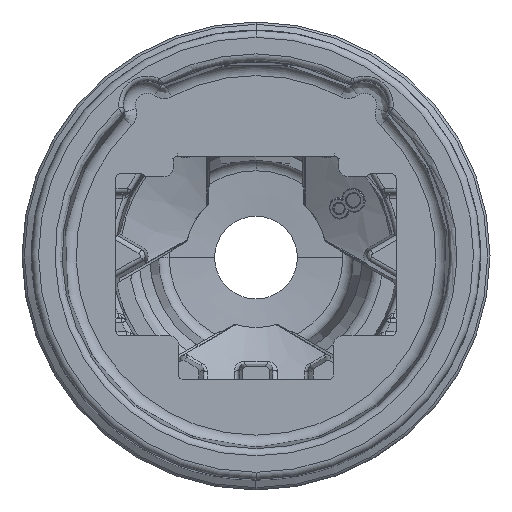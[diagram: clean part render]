
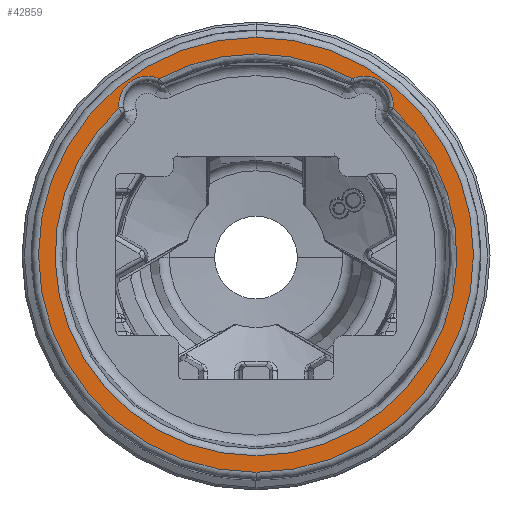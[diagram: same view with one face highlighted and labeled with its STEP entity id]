
A CAD part, top view. The second image highlights one B-rep face of the part: STEP entity #42859.
In plain terms, the highlighted planar face has unit normal (0, 0, 1).
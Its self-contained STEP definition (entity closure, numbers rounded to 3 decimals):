
#29118=CARTESIAN_POINT('',(-5.794,6.216,
0.9));
#29138=CARTESIAN_POINT('',(0.,0.,
0.9));
#29139=DIRECTION('',(0.,0.,-1.));
#29140=DIRECTION('',(0.,1.,0.));
#29141=AXIS2_PLACEMENT_3D('',#29138,#29139,#29140);
#29143=CARTESIAN_POINT('',(0.,0.,
0.9));
#29144=DIRECTION('',(0.,0.,-1.));
#29145=DIRECTION('',(0.,-1.,0.));
#29146=AXIS2_PLACEMENT_3D('',#29143,#29144,#29145);
#29148=CARTESIAN_POINT('',(0.,0.,0.9));
#29149=DIRECTION('',(0.,0.,1.));
#29150=DIRECTION('',(-0.682,0.731,0.));
#29151=AXIS2_PLACEMENT_3D('',#29148,#29149,#29150);
#29153=CARTESIAN_POINT('',(4.603,6.359,0.9));
#29154=DIRECTION('',(0.,0.,1.));
#29155=DIRECTION('',(0.993,-0.119,0.));
#29156=AXIS2_PLACEMENT_3D('',#29153,#29154,#29155);
#29158=CARTESIAN_POINT('',(0.,0.,0.9));
#29159=DIRECTION('',(0.,0.,1.));
#29160=DIRECTION('',(0.482,0.876,0.));
#29161=AXIS2_PLACEMENT_3D('',#29158,#29159,#29160);
#29163=CARTESIAN_POINT('',(-4.603,6.359,0.9));
#29164=DIRECTION('',(0.,0.,1.));
#29165=DIRECTION('',(0.423,0.906,0.));
#29166=AXIS2_PLACEMENT_3D('',#29163,#29164,#29165);
#40340=VERTEX_POINT('',#29118);
#40341=CARTESIAN_POINT('',(-4.095,7.446,0.9));
#40342=VERTEX_POINT('',#40341);
#40344=CARTESIAN_POINT('',(0.,9.2,
0.9));
#40345=CARTESIAN_POINT('',(0.,-9.2,
0.9));
#40346=VERTEX_POINT('',#40344);
#40347=VERTEX_POINT('',#40345);
#40348=CARTESIAN_POINT('',(5.794,6.216,0.9));
#40349=VERTEX_POINT('',#40348);
#40350=CARTESIAN_POINT('',(4.095,7.446,0.9));
#40351=VERTEX_POINT('',#40350);
#42840=CARTESIAN_POINT('',(0.,0.,0.9));
#42841=DIRECTION('',(0.,0.,1.));
#42842=DIRECTION('',(0.,-1.,0.));
#42843=AXIS2_PLACEMENT_3D('',#42840,#42841,#42842);
#42844=PLANE('',#42843);
#42846=ORIENTED_EDGE('',*,*,#42845,.T.);
#42848=ORIENTED_EDGE('',*,*,#42847,.T.);
#42849=EDGE_LOOP('',(#42846,#42848));
#42850=FACE_OUTER_BOUND('',#42849,.F.);
#42852=ORIENTED_EDGE('',*,*,#42851,.T.);
#42853=ORIENTED_EDGE('',*,*,#42550,.T.);
#42855=ORIENTED_EDGE('',*,*,#42854,.T.);
#42856=ORIENTED_EDGE('',*,*,#42831,.T.);
#42857=EDGE_LOOP('',(#42852,#42853,#42855,#42856));
#42858=FACE_BOUND('',#42857,.F.);
#42859=ADVANCED_FACE('',(#42850,#42858),#42844,.T.);
#29142=CIRCLE('',#29141,9.2);
#29147=CIRCLE('',#29146,9.2);
#29152=CIRCLE('',#29151,8.498);
#29157=CIRCLE('',#29156,1.2);
#29162=CIRCLE('',#29161,8.498);
#29167=CIRCLE('',#29166,1.2);
#42550=EDGE_CURVE('',#40349,#40351,#29157,.T.);
#42831=EDGE_CURVE('',#40342,#40340,#29167,.T.);
#42845=EDGE_CURVE('',#40346,#40347,#29142,.T.);
#42847=EDGE_CURVE('',#40347,#40346,#29147,.T.);
#42851=EDGE_CURVE('',#40340,#40349,#29152,.T.);
#42854=EDGE_CURVE('',#40351,#40342,#29162,.T.);
